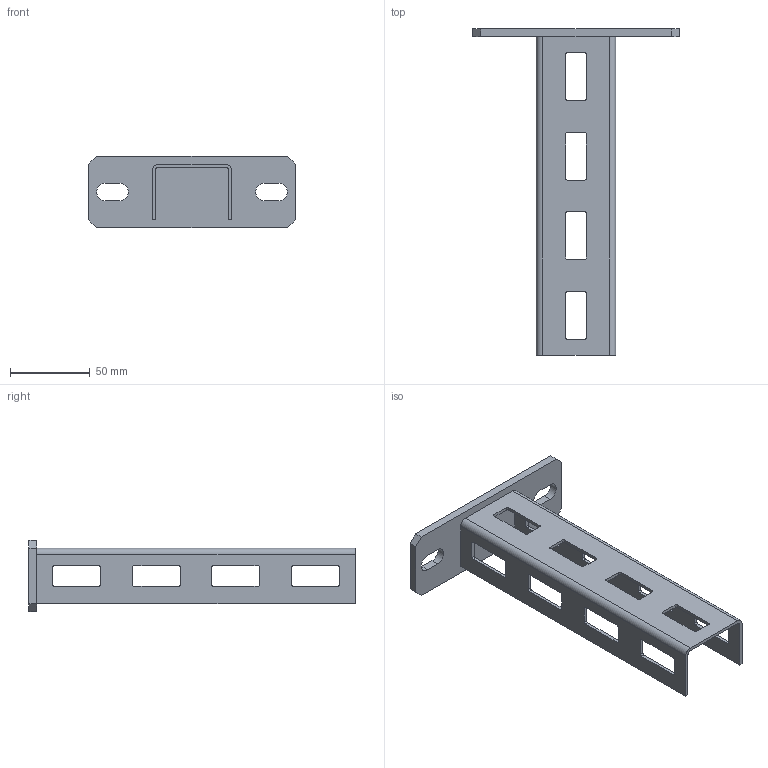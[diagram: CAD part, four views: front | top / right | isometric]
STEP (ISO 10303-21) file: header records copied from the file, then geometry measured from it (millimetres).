
FILE_DESCRIPTION((''),'2;1');
FILE_NAME('752002_ASM','2020-10-15T11:41:43',('tomas'),(''),'CREO PARAMETRIC BY PTC INC, 2019352','CREO PARAMETRIC BY PTC INC, 2019352','');
FILE_SCHEMA(('CONFIG_CONTROL_DESIGN'));
Length unit declared in the file: millimetre
Products named in the file (3): WPCB1_PRT; WPCB200_PRT; 752002_ASM
Assembly tree (2 placements, depth 2):
  752002_ASM
    WPCB1_PRT
    WPCB200_PRT
Bounding box: 130 x 205 x 45 mm (x, y, z)
Volume: 63090.2 mm3; surface area: 52347.9 mm2
Topology: 2 solids, 2 shells, 128 faces, 372 edges, 248 vertices
Faces by surface type: plane 72, cylinder 56
Entity records: 4392 total; most frequent: CARTESIAN_POINT 753, DIRECTION 750, ORIENTED_EDGE 744, EDGE_CURVE 372, VECTOR 260, LINE 260, VERTEX_POINT 248, AXIS2_PLACEMENT_3D 245
